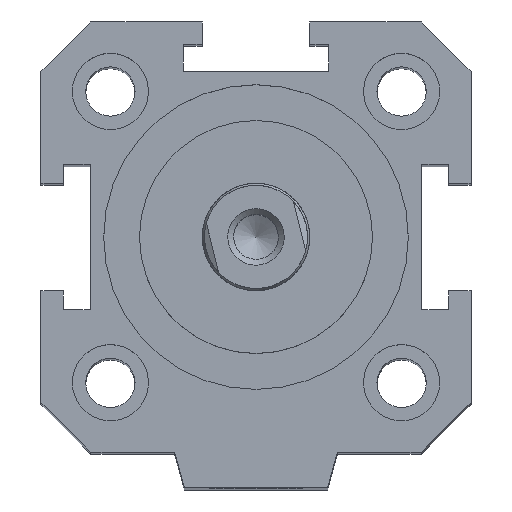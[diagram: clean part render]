
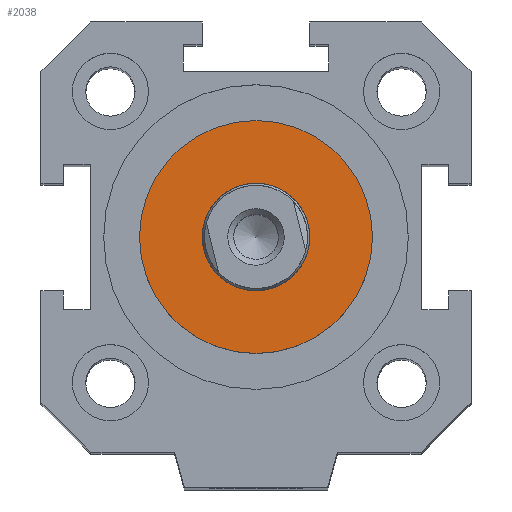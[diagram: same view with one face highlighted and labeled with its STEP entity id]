
A CAD part, top view. The second image highlights one B-rep face of the part: STEP entity #2038.
In plain terms, the highlighted planar face has unit normal (0, 0, 1).
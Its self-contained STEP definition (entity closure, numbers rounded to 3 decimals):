
#278=PLANE('',#2181);
#417=ORIENTED_EDGE('',*,*,#710,.F.);
#418=ORIENTED_EDGE('',*,*,#699,.T.);
#699=EDGE_CURVE('',#871,#871,#1004,.T.);
#710=EDGE_CURVE('',#882,#882,#1015,.T.);
#871=VERTEX_POINT('',#2687);
#882=VERTEX_POINT('',#2714);
#1004=CIRCLE('',#2114,6.);
#1015=CIRCLE('',#2130,13.);
#1120=EDGE_LOOP('',(#417));
#1121=EDGE_LOOP('',(#418));
#1268=FACE_BOUND('',#1120,.T.);
#1269=FACE_BOUND('',#1121,.T.);
#2038=ADVANCED_FACE('',(#1268,#1269),#278,.F.);
#2114=AXIS2_PLACEMENT_3D('',#2686,#2273,#2274);
#2130=AXIS2_PLACEMENT_3D('',#2713,#2305,#2306);
#2181=AXIS2_PLACEMENT_3D('',#2790,#2407,#2408);
#2273=DIRECTION('',(0.,0.,-1.));
#2274=DIRECTION('',(0.,-1.,0.));
#2305=DIRECTION('',(0.,0.,-1.));
#2306=DIRECTION('',(-1.,0.,0.));
#2407=DIRECTION('',(0.,0.,-1.));
#2408=DIRECTION('',(0.,-1.,0.));
#2686=CARTESIAN_POINT('',(0.,0.,135.5));
#2687=CARTESIAN_POINT('',(0.,-6.,135.5));
#2713=CARTESIAN_POINT('',(0.,0.,135.5));
#2714=CARTESIAN_POINT('',(-13.,0.,135.5));
#2790=CARTESIAN_POINT('',(0.,0.,135.5));
